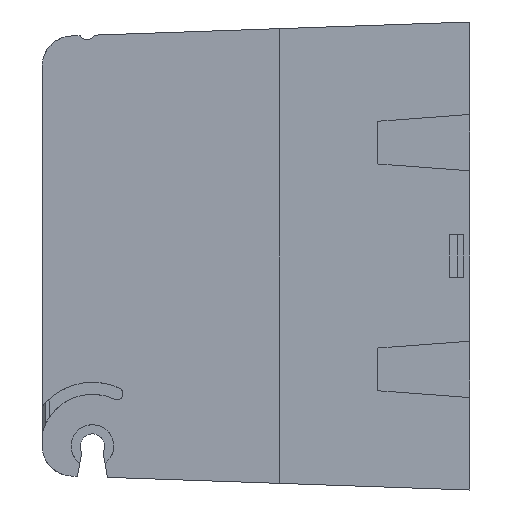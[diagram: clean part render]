
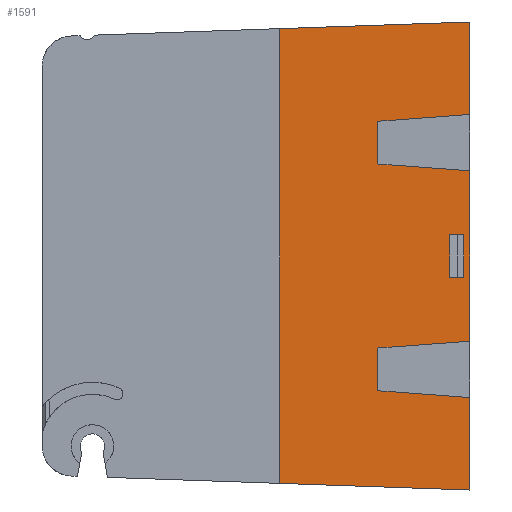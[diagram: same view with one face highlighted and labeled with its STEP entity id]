
A CAD part, left-side view. The second image highlights one B-rep face of the part: STEP entity #1591.
In plain terms, the highlighted planar face has unit normal (-1, 0, 0).
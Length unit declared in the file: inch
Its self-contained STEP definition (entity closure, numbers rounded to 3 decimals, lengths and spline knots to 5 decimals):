
#379 = VERTEX_POINT ( 'NONE', #15929 ) ;
#579 = CARTESIAN_POINT ( 'NONE',  ( -0.465, 0.604, 0.56 ) ) ;
#912 = ORIENTED_EDGE ( 'NONE', *, *, #13345, .T. ) ;
#1017 = VECTOR ( 'NONE', #5125, 39.37008 ) ;
#1115 = ORIENTED_EDGE ( 'NONE', *, *, #11782, .T. ) ;
#1591 = ADVANCED_FACE ( 'NONE', ( #5047, #7410 ), #15394, .T. ) ;
#1668 = VERTEX_POINT ( 'NONE', #15846 ) ;
#1814 = DIRECTION ( 'NONE',  ( 0., 0., 1. ) ) ;
#1922 = VERTEX_POINT ( 'NONE', #11884 ) ;
#2075 = ORIENTED_EDGE ( 'NONE', *, *, #13639, .F. ) ;
#2084 = VERTEX_POINT ( 'NONE', #10696 ) ;
#2159 = CARTESIAN_POINT ( 'NONE',  ( -0.465, 0., 1.4375 ) ) ;
#2199 = DIRECTION ( 'NONE',  ( 0., 0., -1. ) ) ;
#2272 = CARTESIAN_POINT ( 'NONE',  ( -0.465, 0.604, 0.60477 ) ) ;
#3440 = VECTOR ( 'NONE', #15373, 39.37008 ) ;
#3717 = CARTESIAN_POINT ( 'NONE',  ( -0.465, 0.604, -0.60477 ) ) ;
#4091 = ORIENTED_EDGE ( 'NONE', *, *, #14706, .F. ) ;
#4541 = VERTEX_POINT ( 'NONE', #6179 ) ;
#4632 = CARTESIAN_POINT ( 'NONE',  ( -0.465, 0., -0.56 ) ) ;
#4655 = CARTESIAN_POINT ( 'NONE',  ( -0.465, 0., 0.93 ) ) ;
#4679 = DIRECTION ( 'NONE',  ( 0., -0.997, 0.074 ) ) ;
#4931 = VERTEX_POINT ( 'NONE', #2272 ) ;
#5047 = FACE_OUTER_BOUND ( 'NONE', #6494, .T. ) ;
#5125 = DIRECTION ( 'NONE',  ( 0., -0.997, 0.074 ) ) ;
#5194 = EDGE_LOOP ( 'NONE', ( #8353, #2075, #6277, #5312 ) ) ;
#5312 = ORIENTED_EDGE ( 'NONE', *, *, #9784, .T. ) ;
#5403 = VERTEX_POINT ( 'NONE', #15853 ) ;
#5735 = VECTOR ( 'NONE', #13626, 39.37008 ) ;
#5807 = LINE ( 'NONE', #13845, #5735 ) ;
#5869 = LINE ( 'NONE', #8480, #10462 ) ;
#6150 = ORIENTED_EDGE ( 'NONE', *, *, #13514, .T. ) ;
#6179 = CARTESIAN_POINT ( 'NONE',  ( -0.465, 0., 1.53756 ) ) ;
#6277 = ORIENTED_EDGE ( 'NONE', *, *, #13119, .T. ) ;
#6494 = EDGE_LOOP ( 'NONE', ( #8853, #12490, #18457, #6150, #912, #12788, #1115, #16823, #20637, #8708, #4091, #8827 ) ) ;
#6601 = LINE ( 'NONE', #2159, #13324 ) ;
#6802 = VECTOR ( 'NONE', #7563, 39.37008 ) ;
#7183 = CARTESIAN_POINT ( 'NONE',  ( -0.465, 1.1485, -1.49745 ) ) ;
#7410 = FACE_BOUND ( 'NONE', #5194, .T. ) ;
#7563 = DIRECTION ( 'NONE',  ( 0., 0.999, 0.035 ) ) ;
#7567 = CARTESIAN_POINT ( 'NONE',  ( -0.465, 0.51262, 0.59799 ) ) ;
#7602 = VERTEX_POINT ( 'NONE', #19552 ) ;
#7709 = LINE ( 'NONE', #11682, #7772 ) ;
#7719 = DIRECTION ( 'NONE',  ( 0., -0.997, -0.074 ) ) ;
#7772 = VECTOR ( 'NONE', #11207, 39.37008 ) ;
#7966 = DIRECTION ( 'NONE',  ( 0., 0., -1. ) ) ;
#7996 = CARTESIAN_POINT ( 'NONE',  ( -0.465, 0., 1.4375 ) ) ;
#8106 = VECTOR ( 'NONE', #4679, 39.37008 ) ;
#8313 = DIRECTION ( 'NONE',  ( 0., 0., 1. ) ) ;
#8353 = ORIENTED_EDGE ( 'NONE', *, *, #15962, .F. ) ;
#8356 = LINE ( 'NONE', #4655, #8106 ) ;
#8426 = VERTEX_POINT ( 'NONE', #12512 ) ;
#8451 = CARTESIAN_POINT ( 'NONE',  ( -0.465, 0.604, -0.56 ) ) ;
#8456 = DIRECTION ( 'NONE',  ( 0., 0., 1. ) ) ;
#8480 = CARTESIAN_POINT ( 'NONE',  ( -0.465, 0.133, -0.14 ) ) ;
#8708 = ORIENTED_EDGE ( 'NONE', *, *, #13442, .F. ) ;
#8827 = ORIENTED_EDGE ( 'NONE', *, *, #10782, .T. ) ;
#8853 = ORIENTED_EDGE ( 'NONE', *, *, #9678, .T. ) ;
#9009 = VECTOR ( 'NONE', #7966, 39.37008 ) ;
#9097 = VERTEX_POINT ( 'NONE', #3717 ) ;
#9678 = EDGE_CURVE ( 'NONE', #9097, #20505, #13256, .T. ) ;
#9784 = EDGE_CURVE ( 'NONE', #1922, #1668, #20274, .T. ) ;
#10447 = LINE ( 'NONE', #8451, #16537 ) ;
#10462 = VECTOR ( 'NONE', #8456, 39.37008 ) ;
#10553 = CARTESIAN_POINT ( 'NONE',  ( -0.465, 1.25, 1.49391 ) ) ;
#10696 = CARTESIAN_POINT ( 'NONE',  ( -0.465, 0., -0.93 ) ) ;
#10782 = EDGE_CURVE ( 'NONE', #20006, #9097, #10447, .T. ) ;
#10793 = EDGE_CURVE ( 'NONE', #11613, #20505, #14107, .T. ) ;
#10825 = CARTESIAN_POINT ( 'NONE',  ( -0.465, 1.25, -1.49391 ) ) ;
#11141 = VECTOR ( 'NONE', #7719, 39.37008 ) ;
#11207 = DIRECTION ( 'NONE',  ( 0., 0., -1. ) ) ;
#11355 = LINE ( 'NONE', #7567, #11141 ) ;
#11606 = DIRECTION ( 'NONE',  ( 0., 0., 1. ) ) ;
#11613 = VERTEX_POINT ( 'NONE', #16314 ) ;
#11628 = CARTESIAN_POINT ( 'NONE',  ( -0.465, 1.25, -0.5 ) ) ;
#11682 = CARTESIAN_POINT ( 'NONE',  ( -0.465, 0., 1.4375 ) ) ;
#11782 = EDGE_CURVE ( 'NONE', #4541, #21249, #5807, .T. ) ;
#11851 = DIRECTION ( 'NONE',  ( 0., 0., 1. ) ) ;
#11884 = CARTESIAN_POINT ( 'NONE',  ( -0.465, 0.133, 0.14 ) ) ;
#11885 = EDGE_CURVE ( 'NONE', #4541, #379, #7709, .T. ) ;
#11922 = CARTESIAN_POINT ( 'NONE',  ( -0.465, 0.04, -0.14 ) ) ;
#12130 = EDGE_CURVE ( 'NONE', #4931, #11613, #11355, .T. ) ;
#12427 = LINE ( 'NONE', #15446, #3440 ) ;
#12490 = ORIENTED_EDGE ( 'NONE', *, *, #10793, .F. ) ;
#12512 = CARTESIAN_POINT ( 'NONE',  ( -0.465, 0., -1.53756 ) ) ;
#12788 = ORIENTED_EDGE ( 'NONE', *, *, #11885, .F. ) ;
#13047 = VECTOR ( 'NONE', #1814, 39.37008 ) ;
#13052 = EDGE_CURVE ( 'NONE', #17465, #21249, #17635, .T. ) ;
#13119 = EDGE_CURVE ( 'NONE', #7602, #1922, #5869, .T. ) ;
#13255 = EDGE_CURVE ( 'NONE', #8426, #17465, #19263, .T. ) ;
#13256 = LINE ( 'NONE', #4632, #1017 ) ;
#13324 = VECTOR ( 'NONE', #2199, 39.37008 ) ;
#13345 = EDGE_CURVE ( 'NONE', #5403, #379, #8356, .T. ) ;
#13442 = EDGE_CURVE ( 'NONE', #2084, #8426, #6601, .T. ) ;
#13514 = EDGE_CURVE ( 'NONE', #4931, #5403, #20867, .T. ) ;
#13626 = DIRECTION ( 'NONE',  ( 0., 0.999, -0.035 ) ) ;
#13639 = EDGE_CURVE ( 'NONE', #7602, #17380, #18311, .T. ) ;
#13845 = CARTESIAN_POINT ( 'NONE',  ( -0.465, 1.1485, 1.49745 ) ) ;
#14107 = LINE ( 'NONE', #7996, #9009 ) ;
#14706 = EDGE_CURVE ( 'NONE', #20006, #2084, #12427, .T. ) ;
#14999 = CARTESIAN_POINT ( 'NONE',  ( -0.465, 0.133, 0.14 ) ) ;
#15179 = DIRECTION ( 'NONE',  ( 0., 0., 1. ) ) ;
#15182 = DIRECTION ( 'NONE',  ( -1., 0., 0. ) ) ;
#15196 = CARTESIAN_POINT ( 'NONE',  ( -0.465, 0.594, -0.5 ) ) ;
#15271 = VECTOR ( 'NONE', #11851, 39.37008 ) ;
#15344 = LINE ( 'NONE', #11922, #15271 ) ;
#15373 = DIRECTION ( 'NONE',  ( 0., -0.997, -0.074 ) ) ;
#15394 = PLANE ( 'NONE',  #19239 ) ;
#15446 = CARTESIAN_POINT ( 'NONE',  ( -0.465, 0.62245, -0.88387 ) ) ;
#15846 = CARTESIAN_POINT ( 'NONE',  ( -0.465, 0.04, 0.14 ) ) ;
#15853 = CARTESIAN_POINT ( 'NONE',  ( -0.465, 0.604, 0.88523 ) ) ;
#15929 = CARTESIAN_POINT ( 'NONE',  ( -0.465, 0., 0.93 ) ) ;
#15943 = CARTESIAN_POINT ( 'NONE',  ( -0.465, 0.604, -0.88523 ) ) ;
#15962 = EDGE_CURVE ( 'NONE', #17380, #1668, #15344, .T. ) ;
#16314 = CARTESIAN_POINT ( 'NONE',  ( -0.465, 0., 0.56 ) ) ;
#16537 = VECTOR ( 'NONE', #8313, 39.37008 ) ;
#16823 = ORIENTED_EDGE ( 'NONE', *, *, #13052, .F. ) ;
#17083 = DIRECTION ( 'NONE',  ( 0., -1., 0. ) ) ;
#17380 = VERTEX_POINT ( 'NONE', #21002 ) ;
#17465 = VERTEX_POINT ( 'NONE', #10825 ) ;
#17635 = LINE ( 'NONE', #11628, #19636 ) ;
#18180 = CARTESIAN_POINT ( 'NONE',  ( -0.465, 0., -0.56 ) ) ;
#18311 = LINE ( 'NONE', #20378, #20097 ) ;
#18457 = ORIENTED_EDGE ( 'NONE', *, *, #12130, .F. ) ;
#19239 = AXIS2_PLACEMENT_3D ( 'NONE', #15196, #15182, #15179 ) ;
#19263 = LINE ( 'NONE', #7183, #6802 ) ;
#19426 = VECTOR ( 'NONE', #17083, 39.37008 ) ;
#19552 = CARTESIAN_POINT ( 'NONE',  ( -0.465, 0.133, -0.14 ) ) ;
#19636 = VECTOR ( 'NONE', #11606, 39.37008 ) ;
#20006 = VERTEX_POINT ( 'NONE', #15943 ) ;
#20097 = VECTOR ( 'NONE', #20794, 39.37008 ) ;
#20274 = LINE ( 'NONE', #14999, #19426 ) ;
#20378 = CARTESIAN_POINT ( 'NONE',  ( -0.465, 0.133, -0.14 ) ) ;
#20505 = VERTEX_POINT ( 'NONE', #18180 ) ;
#20637 = ORIENTED_EDGE ( 'NONE', *, *, #13255, .F. ) ;
#20794 = DIRECTION ( 'NONE',  ( 0., -1., 0. ) ) ;
#20867 = LINE ( 'NONE', #579, #13047 ) ;
#21002 = CARTESIAN_POINT ( 'NONE',  ( -0.465, 0.04, -0.14 ) ) ;
#21249 = VERTEX_POINT ( 'NONE', #10553 ) ;
